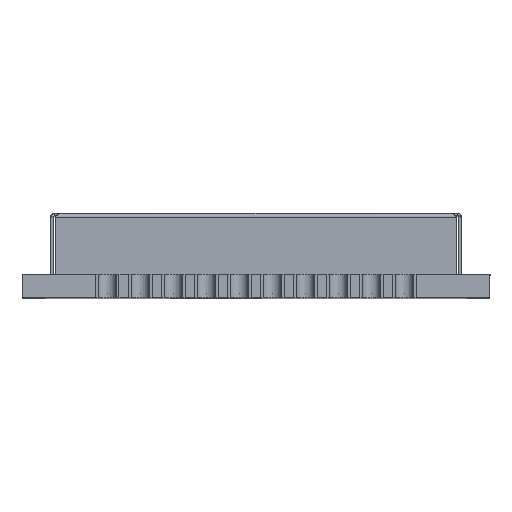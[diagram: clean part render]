
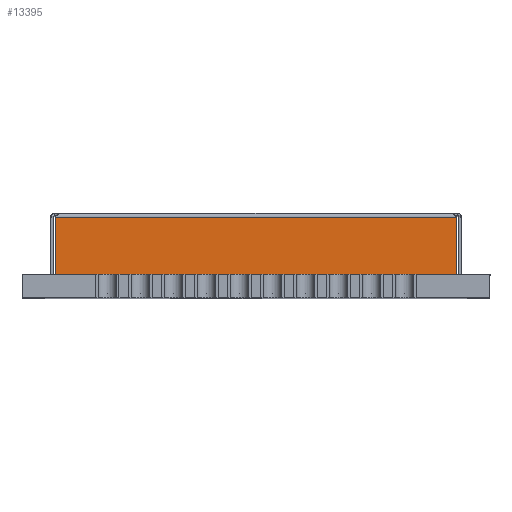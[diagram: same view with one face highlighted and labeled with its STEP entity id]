
A CAD part, top view. The second image highlights one B-rep face of the part: STEP entity #13395.
In plain terms, the highlighted planar face has unit normal (0, 0, 1).
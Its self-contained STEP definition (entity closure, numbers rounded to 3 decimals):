
#769=FACE_OUTER_BOUND('',#1510,.T.);
#1510=EDGE_LOOP('',(#10023,#10024,#10025,#10026));
#2658=LINE('',#19808,#4374);
#2665=LINE('',#19862,#4381);
#2667=LINE('',#19866,#4383);
#2668=LINE('',#19867,#4384);
#4374=VECTOR('',#16116,1000.);
#4381=VECTOR('',#16133,1000.);
#4383=VECTOR('',#16137,1000.);
#4384=VECTOR('',#16138,1000.);
#5935=VERTEX_POINT('',#19805);
#5936=VERTEX_POINT('',#19807);
#5946=VERTEX_POINT('',#19861);
#5947=VERTEX_POINT('',#19865);
#7440=EDGE_CURVE('',#5936,#5935,#2658,.T.);
#7453=EDGE_CURVE('',#5946,#5936,#2665,.T.);
#7455=EDGE_CURVE('',#5947,#5935,#2667,.T.);
#7456=EDGE_CURVE('',#5946,#5947,#2668,.T.);
#10023=ORIENTED_EDGE('',*,*,#7440,.T.);
#10024=ORIENTED_EDGE('',*,*,#7455,.F.);
#10025=ORIENTED_EDGE('',*,*,#7456,.F.);
#10026=ORIENTED_EDGE('',*,*,#7453,.T.);
#12745=PLANE('',#14261);
#13395=ADVANCED_FACE('',(#769),#12745,.T.);
#14261=AXIS2_PLACEMENT_3D('',#19864,#16135,#16136);
#16116=DIRECTION('',(-1.,0.,0.));
#16133=DIRECTION('',(0.,1.,0.));
#16135=DIRECTION('center_axis',(0.,0.,
1.));
#16136=DIRECTION('ref_axis',(0.,-1.,0.));
#16137=DIRECTION('',(0.,1.,0.));
#16138=DIRECTION('',(-1.,0.,0.));
#19805=CARTESIAN_POINT('',(-7.729,3.1,11.75));
#19807=CARTESIAN_POINT('',(7.729,3.1,11.75));
#19808=CARTESIAN_POINT('',(0.,3.1,11.75));
#19861=CARTESIAN_POINT('',(7.729,0.9,11.75));
#19862=CARTESIAN_POINT('',(7.729,0.,11.75));
#19864=CARTESIAN_POINT('Origin',(0.,0.,
11.75));
#19865=CARTESIAN_POINT('',(-7.729,0.9,11.75));
#19866=CARTESIAN_POINT('',(-7.729,3.15,11.75));
#19867=CARTESIAN_POINT('',(-7.9,0.9,11.75));
